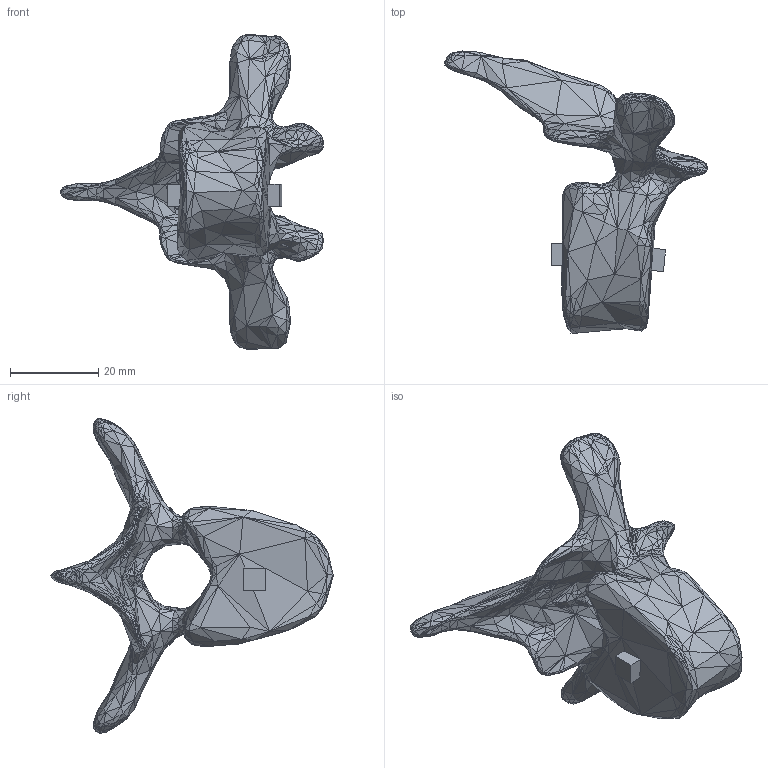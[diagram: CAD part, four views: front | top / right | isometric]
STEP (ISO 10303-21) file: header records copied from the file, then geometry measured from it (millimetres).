
FILE_DESCRIPTION(/* description */ (''),/* implementation_level */ '2;1');
FILE_NAME(/* name */ 'T6_.step',/* time_stamp */ '2022-06-24T15:00:29-04:00',/* author */ (''),/* organization */ (''),/* preprocessor_version */ 'ST-DEVELOPER v19',/* originating_system */ 'Autodesk Translation Framework v11.7.0.108',/* authorisation */ '');
FILE_SCHEMA (('AUTOMOTIVE_DESIGN { 1 0 10303 214 3 1 1 }'));
Length unit declared in the file: millimetre
Products named in the file (1): T6
Bounding box: 59.7 x 64.03 x 71.46 mm (x, y, z)
Volume: 23846.9 mm3; surface area: 8396.7 mm2
Topology: 1 solids, 1 shells, 2264 faces, 3420 edges, 1156 vertices
Faces by surface type: plane 2264
Entity records: 44405 total; most frequent: DIRECTION 7950, CARTESIAN_POINT 6841, ORIENTED_EDGE 6840, LINE 3420, VECTOR 3420, EDGE_CURVE 3420, AXIS2_PLACEMENT_3D 2265, FACE_OUTER_BOUND 2264
